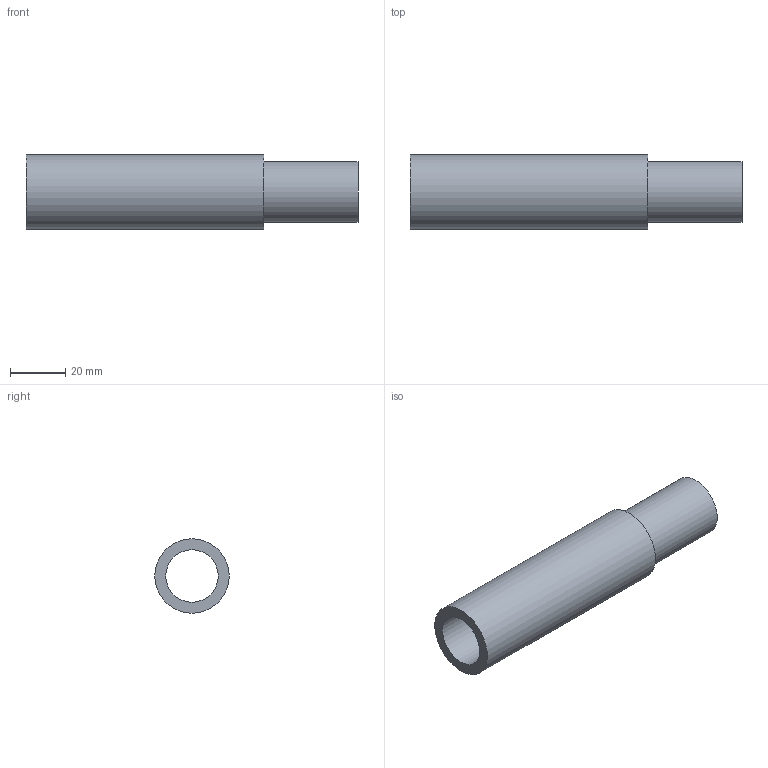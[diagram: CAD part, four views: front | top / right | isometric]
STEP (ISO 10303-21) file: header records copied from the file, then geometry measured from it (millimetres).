
FILE_DESCRIPTION(/* description */ ('GIUNTO A SALD. SENZA ZINC. De 26,9'),/* implementation_level */ '2;1');
FILE_NAME(/* name */ '375304022_Steelpres.stp',/* time_stamp */ '2022-10-24T08:35:29+02:00',/* author */ ('Vault'),/* organization */ ('Raccorderie metalliche s.p.a. '),/* preprocessor_version */ 'ST-DEVELOPER v18.1',/* originating_system */ 'Autodesk Inventor 2020',/* authorisation */ 'Raccorderie metalliche s.p.a. ');
FILE_SCHEMA (('AUTOMOTIVE_DESIGN { 1 0 10303 214 3 1 1 }'));
Length unit declared in the file: millimetre
Products named in the file (1): 375304022_Steelpres
Bounding box: 120 x 26.9 x 26.9 mm (x, y, z)
Volume: 27776.8 mm3; surface area: 17350.1 mm2
Topology: 1 solids, 1 shells, 6 faces, 15 edges, 12 vertices
Faces by surface type: plane 3, cylinder 3
Full cylindrical faces by diameter (mm): 19 x1, 22 x1, 26.9 x1
Entity records: 244 total; most frequent: DIRECTION 41, CARTESIAN_POINT 34, ORIENTED_EDGE 30, AXIS2_PLACEMENT_3D 19, EDGE_CURVE 15, CIRCLE 12, VERTEX_POINT 12, EDGE_LOOP 9
